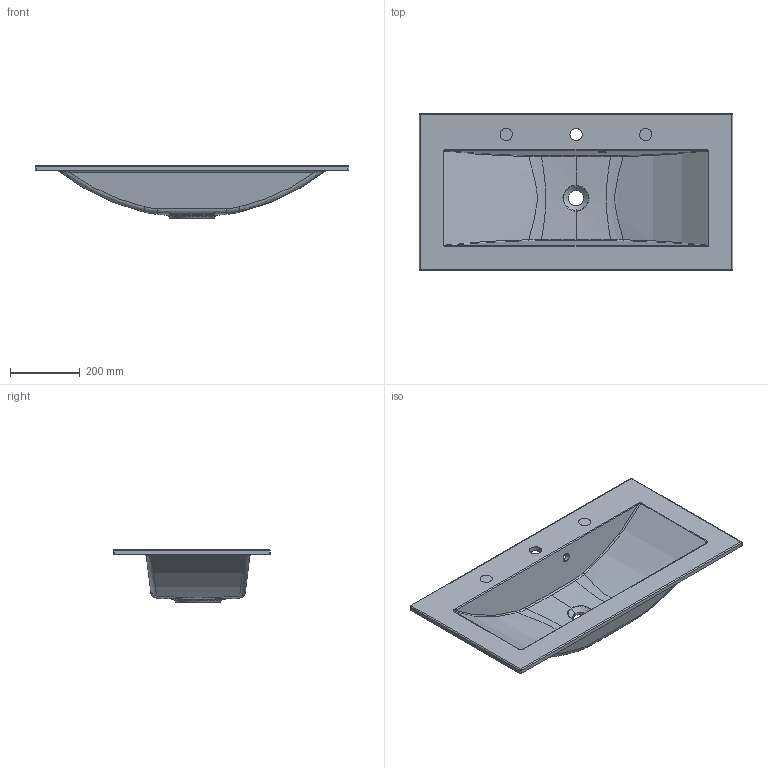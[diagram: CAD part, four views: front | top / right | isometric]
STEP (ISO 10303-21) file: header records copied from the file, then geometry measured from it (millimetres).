
FILE_DESCRIPTION(/* description */ (''),/* implementation_level */ '2;1');
FILE_NAME(/* name */ 'LISETTE 90x45',/* time_stamp */ '2023-03-23T10:49:09+01:00',/* author */ (''),/* organization */ (''),/* preprocessor_version */ 'ST-DEVELOPER v16.5',/* originating_system */ 'Rhino 7.28',/* authorisation */ '');
FILE_SCHEMA (('CONFIG_CONTROL_DESIGN'));
Length unit declared in the file: millimetre
Products named in the file (1): Document
Bounding box: 900 x 450 x 150 mm (x, y, z)
Surface area: 1106117.7 mm2 (no closed solid volume)
Topology: 0 solids, 3 shells, 89 faces, 206 edges, 123 vertices
Faces by surface type: bspline 48, cylinder 26, plane 15
Entity records: 5056 total; most frequent: CARTESIAN_POINT 3725, ORIENTED_EDGE 395, EDGE_CURVE 204, VERTEX_POINT 123, B_SPLINE_CURVE_WITH_KNOTS 101, EDGE_LOOP 100, ADVANCED_FACE 89, FACE_OUTER_BOUND 89
